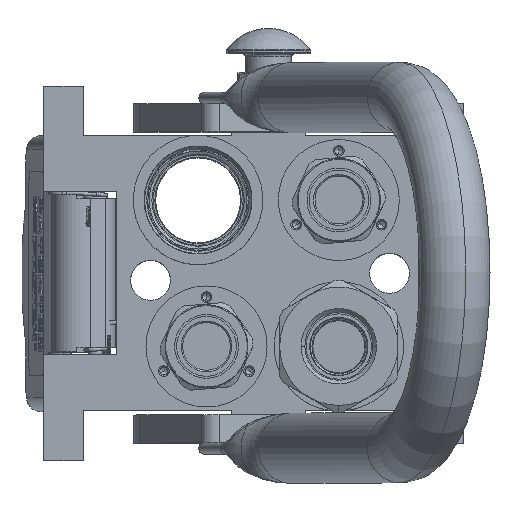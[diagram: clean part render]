
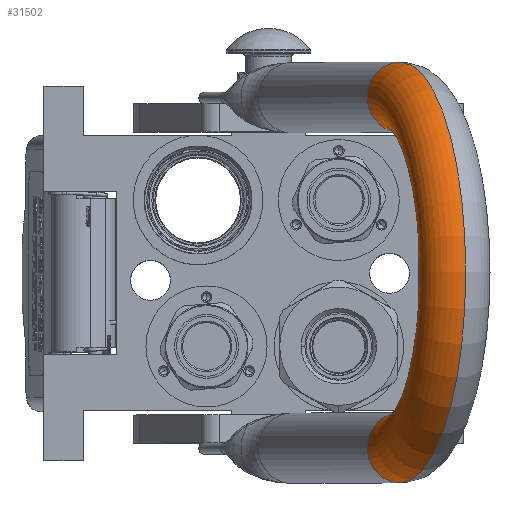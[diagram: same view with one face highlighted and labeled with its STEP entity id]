
A CAD part, top view. The second image highlights one B-rep face of the part: STEP entity #31502.
In plain terms, the highlighted toroidal (fillet/blend) face has major radius 62.25 mm and minor radius 12.5 mm.
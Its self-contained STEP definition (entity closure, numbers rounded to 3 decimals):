
#8978 = CARTESIAN_POINT ( 'NONE',  ( 62.25, 0., 125.25 ) ) ;
#10987 = FACE_OUTER_BOUND ( 'NONE', #137839, .T. ) ;
#15548 = CARTESIAN_POINT ( 'NONE',  ( 0., 0., 125.25 ) ) ;
#21354 = DIRECTION ( 'NONE',  ( 0., 0., -1. ) ) ;
#21823 = AXIS2_PLACEMENT_3D ( 'NONE', #28328, #37378, #92181 ) ;
#23356 = VERTEX_POINT ( 'NONE', #102802 ) ;
#25188 = AXIS2_PLACEMENT_3D ( 'NONE', #15548, #37863, #49758 ) ;
#27100 = DIRECTION ( 'NONE',  ( -1., 0., 0. ) ) ;
#28287 = CARTESIAN_POINT ( 'NONE',  ( 0., 0., 125.25 ) ) ;
#28328 = CARTESIAN_POINT ( 'NONE',  ( 0., 0., 125.25 ) ) ;
#30930 = VERTEX_POINT ( 'NONE', #95172 ) ;
#31502 = ADVANCED_FACE ( 'NONE', ( #10987 ), #130297, .T. ) ;
#36853 = AXIS2_PLACEMENT_3D ( 'NONE', #28287, #125401, #72521 ) ;
#36970 = CIRCLE ( 'NONE', #36853, 74.75 ) ;
#37019 = ORIENTED_EDGE ( 'NONE', *, *, #77631, .F. ) ;
#37378 = DIRECTION ( 'NONE',  ( 0., 1., 0. ) ) ;
#37863 = DIRECTION ( 'NONE',  ( 0., 1., 0. ) ) ;
#40985 = VERTEX_POINT ( 'NONE', #63824 ) ;
#49758 = DIRECTION ( 'NONE',  ( 1., 0., 0. ) ) ;
#57981 = ORIENTED_EDGE ( 'NONE', *, *, #73812, .T. ) ;
#58971 = DIRECTION ( 'NONE',  ( 0., 0., 1. ) ) ;
#59476 = AXIS2_PLACEMENT_3D ( 'NONE', #8978, #21354, #87078 ) ;
#63824 = CARTESIAN_POINT ( 'NONE',  ( 74.75, 0., 125.25 ) ) ;
#69049 = VERTEX_POINT ( 'NONE', #83862 ) ;
#72521 = DIRECTION ( 'NONE',  ( -1., 0., 0. ) ) ;
#73812 = EDGE_CURVE ( 'NONE', #69049, #30930, #97361, .T. ) ;
#76097 = EDGE_CURVE ( 'NONE', #23356, #69049, #139374, .T. ) ;
#77631 = EDGE_CURVE ( 'NONE', #23356, #40985, #36970, .T. ) ;
#83862 = CARTESIAN_POINT ( 'NONE',  ( -49.75, 0., 125.25 ) ) ;
#87078 = DIRECTION ( 'NONE',  ( 1., 0., 0. ) ) ;
#91851 = CARTESIAN_POINT ( 'NONE',  ( -62.25, 0., 125.25 ) ) ;
#92180 = ORIENTED_EDGE ( 'NONE', *, *, #76097, .T. ) ;
#92181 = DIRECTION ( 'NONE',  ( -1., 0., 0. ) ) ;
#93128 = AXIS2_PLACEMENT_3D ( 'NONE', #91851, #58971, #27100 ) ;
#95172 = CARTESIAN_POINT ( 'NONE',  ( 49.75, 0., 125.25 ) ) ;
#97361 = CIRCLE ( 'NONE', #21823, 49.75 ) ;
#102802 = CARTESIAN_POINT ( 'NONE',  ( -74.75, 0., 125.25 ) ) ;
#111479 = ORIENTED_EDGE ( 'NONE', *, *, #112726, .F. ) ;
#112726 = EDGE_CURVE ( 'NONE', #40985, #30930, #120877, .T. ) ;
#120877 = CIRCLE ( 'NONE', #59476, 12.5 ) ;
#125401 = DIRECTION ( 'NONE',  ( 0., 1., 0. ) ) ;
#130297 = TOROIDAL_SURFACE ( 'NONE', #25188, 62.25, 12.5 ) ;
#137839 = EDGE_LOOP ( 'NONE', ( #57981, #111479, #37019, #92180 ) ) ;
#139374 = CIRCLE ( 'NONE', #93128, 12.5 ) ;
